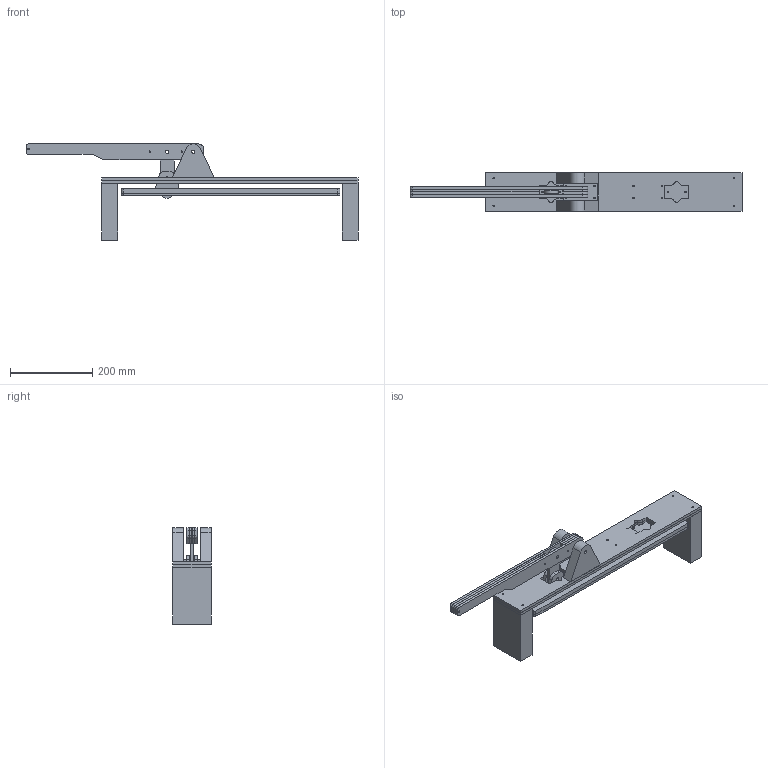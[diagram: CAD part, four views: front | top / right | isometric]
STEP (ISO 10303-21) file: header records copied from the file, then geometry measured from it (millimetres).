
FILE_DESCRIPTION(('CATIA V5 STEP Exchange'),'2;1');
FILE_NAME('Levier V4_1.stp','2020-05-01T16:40:27+00:00',('none'),('none'),'CATIA Version 5 Release 20 GA (IN-10)','CATIA V5 STEP AP203','none');
FILE_SCHEMA(('CONFIG_CONTROL_DESIGN'));
Length unit declared in the file: millimetre
Products named in the file (1): Document
Bounding box: 806.25 x 92.87 x 233.46 mm (x, y, z)
Volume: 3150711 mm3; surface area: 750470.5 mm2
Topology: 16 solids, 16 shells, 392 faces, 1076 edges, 724 vertices
Faces by surface type: cylinder 226, plane 138, bspline 24, extrusion 4
Entity records: 14290 total; most frequent: CARTESIAN_POINT 4597, ORIENTED_EDGE 2152, DIRECTION 1534, EDGE_CURVE 1076, VERTEX_POINT 724, AXIS2_PLACEMENT_3D 672, EDGE_LOOP 576, VECTOR 535
